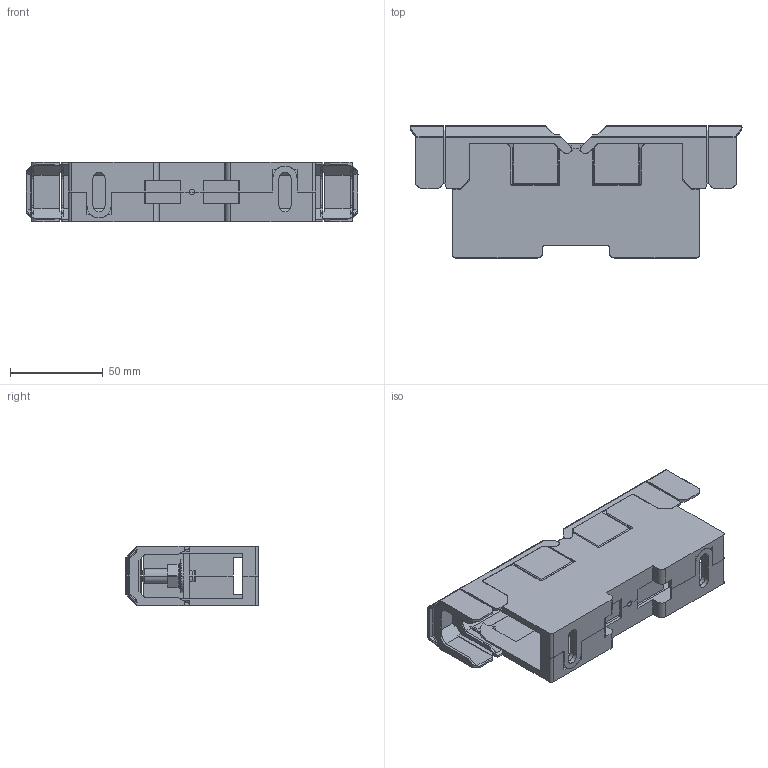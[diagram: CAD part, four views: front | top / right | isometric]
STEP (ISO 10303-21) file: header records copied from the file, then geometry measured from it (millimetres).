
FILE_DESCRIPTION((''),'2;1');
FILE_NAME('HSKG700_STEP_KPL_ASM','2013-10-25T',('Martin Stollburges'),(''),'PRO/ENGINEER BY PARAMETRIC TECHNOLOGY CORPORATION, 2013130','PRO/ENGINEER BY PARAMETRIC TECHNOLOGY CORPORATION, 2013130','');
FILE_SCHEMA(('CONFIG_CONTROL_DESIGN'));
Length unit declared in the file: millimetre
Products named in the file (7): HSKG700_SKEL; HSKG700_STS; SM80X25_RI; COMBY_M8-C; HSKG700_ISO_STEP; HSKG700_ADH_STEP; HSKG700_STEP_KPL_ASM
Assembly tree (10 placements, depth 2):
  HSKG700_STEP_KPL_ASM
    HSKG700_SKEL
    HSKG700_STS
    SM80X25_RI  x2
    COMBY_M8-C  x2
    HSKG700_ISO_STEP  x2
    HSKG700_ADH_STEP  x2
Bounding box: 178.5 x 71 x 32 mm (x, y, z)
Volume: 133335.6 mm3; surface area: 80669.8 mm2
Topology: 9 solids, 9 shells, 1756 faces, 4816 edges, 3152 vertices
Faces by surface type: plane 1132, cylinder 444, cone 112, bspline 32, torus 28, sphere 8
Entity records: 29858 total; most frequent: CARTESIAN_POINT 7450, ORIENTED_EDGE 4840, DIRECTION 4368, EDGE_CURVE 2420, VECTOR 1628, LINE 1628, VERTEX_POINT 1584, AXIS2_PLACEMENT_3D 1370
